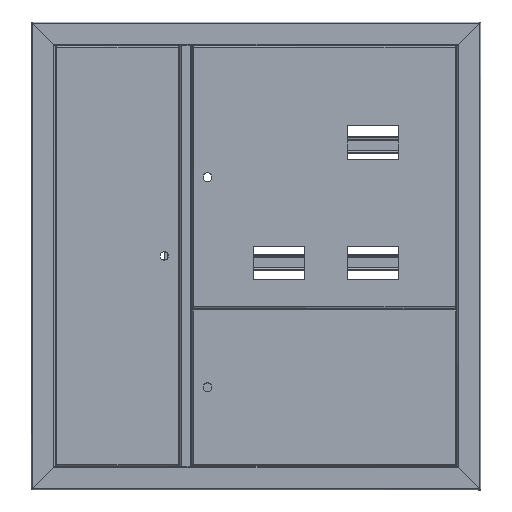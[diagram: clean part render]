
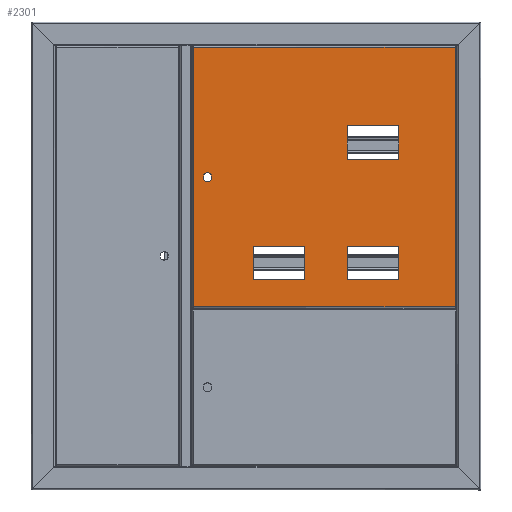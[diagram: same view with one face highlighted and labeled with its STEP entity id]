
A CAD part, top view. The second image highlights one B-rep face of the part: STEP entity #2301.
In plain terms, the highlighted planar face has unit normal (0, 0, 1).
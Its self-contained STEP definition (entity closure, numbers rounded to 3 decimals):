
#2301=ADVANCED_FACE('',(#9558,#9560,#9562,#9564,#9566),#9568,.T.);
#9558=FACE_BOUND('',#9559,.T.);
#9559=EDGE_LOOP('',(#16305,#16306,#16307,#16308));
#9560=FACE_BOUND('',#9561,.T.);
#9561=EDGE_LOOP('',(#16309,#16310,#16311,#16312));
#9562=FACE_BOUND('',#9563,.T.);
#9563=EDGE_LOOP('',(#16313,#16314,#16315,#16316));
#9564=FACE_BOUND('',#9565,.T.);
#9565=EDGE_LOOP('',(#16317,#16318,#16319,#16320));
#9566=FACE_BOUND('',#9567,.T.);
#9567=EDGE_LOOP('',(#16321,#16322,#16323,#16324));
#9568=PLANE('',#9569);
#9569=AXIS2_PLACEMENT_3D('',#9570,#9571,#9572);
#9570=CARTESIAN_POINT('',(0.,0.,0.));
#9571=DIRECTION('',(0.,0.,1.));
#9572=DIRECTION('',(-1.,0.,0.));
#16305=ORIENTED_EDGE('',*,*,#20141,.T.);
#16306=ORIENTED_EDGE('',*,*,#20142,.T.);
#16307=ORIENTED_EDGE('',*,*,#20143,.T.);
#16308=ORIENTED_EDGE('',*,*,#20144,.T.);
#16309=ORIENTED_EDGE('',*,*,#20097,.T.);
#16310=ORIENTED_EDGE('',*,*,#20103,.T.);
#16311=ORIENTED_EDGE('',*,*,#20101,.T.);
#16312=ORIENTED_EDGE('',*,*,#20099,.T.);
#16313=ORIENTED_EDGE('',*,*,#20089,.T.);
#16314=ORIENTED_EDGE('',*,*,#20095,.T.);
#16315=ORIENTED_EDGE('',*,*,#20093,.T.);
#16316=ORIENTED_EDGE('',*,*,#20091,.T.);
#16317=ORIENTED_EDGE('',*,*,#20081,.T.);
#16318=ORIENTED_EDGE('',*,*,#20087,.T.);
#16319=ORIENTED_EDGE('',*,*,#20085,.T.);
#16320=ORIENTED_EDGE('',*,*,#20083,.T.);
#16321=ORIENTED_EDGE('',*,*,#20075,.F.);
#16322=ORIENTED_EDGE('',*,*,#20072,.F.);
#16323=ORIENTED_EDGE('',*,*,#20079,.F.);
#16324=ORIENTED_EDGE('',*,*,#20077,.F.);
#20072=EDGE_CURVE('',#22050,#22051,#22052,.T.);
#20075=EDGE_CURVE('',#22051,#22055,#22056,.T.);
#20077=EDGE_CURVE('',#22055,#22058,#22059,.T.);
#20079=EDGE_CURVE('',#22058,#22050,#22061,.T.);
#20081=EDGE_CURVE('',#22064,#22062,#22065,.F.);
#20083=EDGE_CURVE('',#22067,#22064,#22068,.F.);
#20085=EDGE_CURVE('',#22070,#22067,#22071,.F.);
#20087=EDGE_CURVE('',#22062,#22070,#22073,.F.);
#20089=EDGE_CURVE('',#22076,#22074,#22077,.F.);
#20091=EDGE_CURVE('',#22079,#22076,#22080,.F.);
#20093=EDGE_CURVE('',#22082,#22079,#22083,.F.);
#20095=EDGE_CURVE('',#22074,#22082,#22085,.F.);
#20097=EDGE_CURVE('',#22088,#22086,#22089,.F.);
#20099=EDGE_CURVE('',#22091,#22088,#22092,.F.);
#20101=EDGE_CURVE('',#22094,#22091,#22095,.F.);
#20103=EDGE_CURVE('',#22086,#22094,#22097,.F.);
#20141=EDGE_CURVE('',#22160,#22161,#22162,.T.);
#20142=EDGE_CURVE('',#22161,#22102,#22163,.T.);
#20143=EDGE_CURVE('',#22102,#22146,#22164,.T.);
#20144=EDGE_CURVE('',#22146,#22160,#22165,.T.);
#22050=VERTEX_POINT('',#25348);
#22051=VERTEX_POINT('',#25349);
#22052=LINE('',#25350,#25351);
#22055=VERTEX_POINT('',#25359);
#22056=CIRCLE('',#25360,9.55);
#22058=VERTEX_POINT('',#25367);
#22059=LINE('',#25368,#25369);
#22061=CIRCLE('',#25374,9.55);
#22062=VERTEX_POINT('',#25378);
#22064=VERTEX_POINT('',#25382);
#22065=LINE('',#25383,#25384);
#22067=VERTEX_POINT('',#25389);
#22068=LINE('',#25390,#25391);
#22070=VERTEX_POINT('',#25396);
#22071=LINE('',#25397,#25398);
#22073=LINE('',#25403,#25404);
#22074=VERTEX_POINT('',#25406);
#22076=VERTEX_POINT('',#25410);
#22077=LINE('',#25411,#25412);
#22079=VERTEX_POINT('',#25417);
#22080=LINE('',#25418,#25419);
#22082=VERTEX_POINT('',#25424);
#22083=LINE('',#25425,#25426);
#22085=LINE('',#25431,#25432);
#22086=VERTEX_POINT('',#25434);
#22088=VERTEX_POINT('',#25438);
#22089=LINE('',#25439,#25440);
#22091=VERTEX_POINT('',#25445);
#22092=LINE('',#25446,#25447);
#22094=VERTEX_POINT('',#25452);
#22095=LINE('',#25453,#25454);
#22097=LINE('',#25459,#25460);
#22102=VERTEX_POINT('',#25471);
#22146=VERTEX_POINT('',#25584);
#22160=VERTEX_POINT('',#25651);
#22161=VERTEX_POINT('',#25652);
#22162=LINE('',#25653,#25654);
#22163=LINE('',#25656,#25657);
#22164=LINE('',#25659,#25660);
#22165=LINE('',#25662,#25663);
#25348=CARTESIAN_POINT('',(384.35,663.212,0.));
#25349=CARTESIAN_POINT('',(384.35,673.488,0.));
#25350=CARTESIAN_POINT('',(384.35,663.212,0.));
#25351=VECTOR('',#25352,1.);
#25352=DIRECTION('',(0.,1.,0.));
#25359=CARTESIAN_POINT('',(368.25,673.488,0.));
#25360=AXIS2_PLACEMENT_3D('',#25361,#25362,#25363);
#25361=CARTESIAN_POINT('',(376.3,668.35,0.));
#25362=DIRECTION('',(0.,0.,1.));
#25363=DIRECTION('',(0.843,0.538,0.));
#25367=CARTESIAN_POINT('',(368.25,663.212,0.));
#25368=CARTESIAN_POINT('',(368.25,673.488,0.));
#25369=VECTOR('',#25370,1.);
#25370=DIRECTION('',(0.,-1.,0.));
#25374=AXIS2_PLACEMENT_3D('',#25375,#25376,#25377);
#25375=CARTESIAN_POINT('',(376.3,668.35,0.));
#25376=DIRECTION('',(0.,0.,1.));
#25377=DIRECTION('',(-0.843,-0.538,0.));
#25378=CARTESIAN_POINT('',(784.563,778.6,0.));
#25382=CARTESIAN_POINT('',(674.963,778.6,0.));
#25383=CARTESIAN_POINT('',(784.563,778.6,0.));
#25384=VECTOR('',#25385,1.);
#25385=DIRECTION('',(-1.,0.,0.));
#25389=CARTESIAN_POINT('',(674.963,706.5,0.));
#25390=CARTESIAN_POINT('',(674.963,778.6,0.));
#25391=VECTOR('',#25392,1.);
#25392=DIRECTION('',(0.,-1.,0.));
#25396=CARTESIAN_POINT('',(784.563,706.5,0.));
#25397=CARTESIAN_POINT('',(674.963,706.5,0.));
#25398=VECTOR('',#25399,1.);
#25399=DIRECTION('',(1.,0.,0.));
#25403=CARTESIAN_POINT('',(784.563,706.5,0.));
#25404=VECTOR('',#25405,1.);
#25405=DIRECTION('',(0.,1.,0.));
#25406=CARTESIAN_POINT('',(584.563,521.,0.));
#25410=CARTESIAN_POINT('',(474.963,521.,0.));
#25411=CARTESIAN_POINT('',(584.563,521.,0.));
#25412=VECTOR('',#25413,1.);
#25413=DIRECTION('',(-1.,0.,0.));
#25417=CARTESIAN_POINT('',(474.963,448.9,0.));
#25418=CARTESIAN_POINT('',(474.963,521.,0.));
#25419=VECTOR('',#25420,1.);
#25420=DIRECTION('',(0.,-1.,0.));
#25424=CARTESIAN_POINT('',(584.563,448.9,0.));
#25425=CARTESIAN_POINT('',(474.963,448.9,0.));
#25426=VECTOR('',#25427,1.);
#25427=DIRECTION('',(1.,0.,0.));
#25431=CARTESIAN_POINT('',(584.563,448.9,0.));
#25432=VECTOR('',#25433,1.);
#25433=DIRECTION('',(0.,1.,0.));
#25434=CARTESIAN_POINT('',(674.963,521.,0.));
#25438=CARTESIAN_POINT('',(674.963,448.9,0.));
#25439=CARTESIAN_POINT('',(674.963,521.,0.));
#25440=VECTOR('',#25441,1.);
#25441=DIRECTION('',(0.,-1.,0.));
#25445=CARTESIAN_POINT('',(784.563,448.9,0.));
#25446=CARTESIAN_POINT('',(674.963,448.9,0.));
#25447=VECTOR('',#25448,1.);
#25448=DIRECTION('',(1.,0.,0.));
#25452=CARTESIAN_POINT('',(784.563,521.,0.));
#25453=CARTESIAN_POINT('',(784.563,448.9,0.));
#25454=VECTOR('',#25455,1.);
#25455=DIRECTION('',(0.,1.,0.));
#25459=CARTESIAN_POINT('',(784.563,521.,0.));
#25460=VECTOR('',#25461,1.);
#25461=DIRECTION('',(-1.,0.,0.));
#25471=CARTESIAN_POINT('',(346.5,945.6,0.));
#25584=CARTESIAN_POINT('',(346.5,391.1,0.));
#25651=CARTESIAN_POINT('',(905.6,391.1,0.));
#25652=CARTESIAN_POINT('',(905.6,945.6,0.));
#25653=CARTESIAN_POINT('',(905.6,391.1,0.));
#25654=VECTOR('',#25655,1.);
#25655=DIRECTION('',(0.,1.,0.));
#25656=CARTESIAN_POINT('',(905.6,945.6,0.));
#25657=VECTOR('',#25658,1.);
#25658=DIRECTION('',(-1.,0.,0.));
#25659=CARTESIAN_POINT('',(346.5,945.6,0.));
#25660=VECTOR('',#25661,1.);
#25661=DIRECTION('',(0.,-1.,0.));
#25662=CARTESIAN_POINT('',(346.5,391.1,0.));
#25663=VECTOR('',#25664,1.);
#25664=DIRECTION('',(1.,0.,0.));
